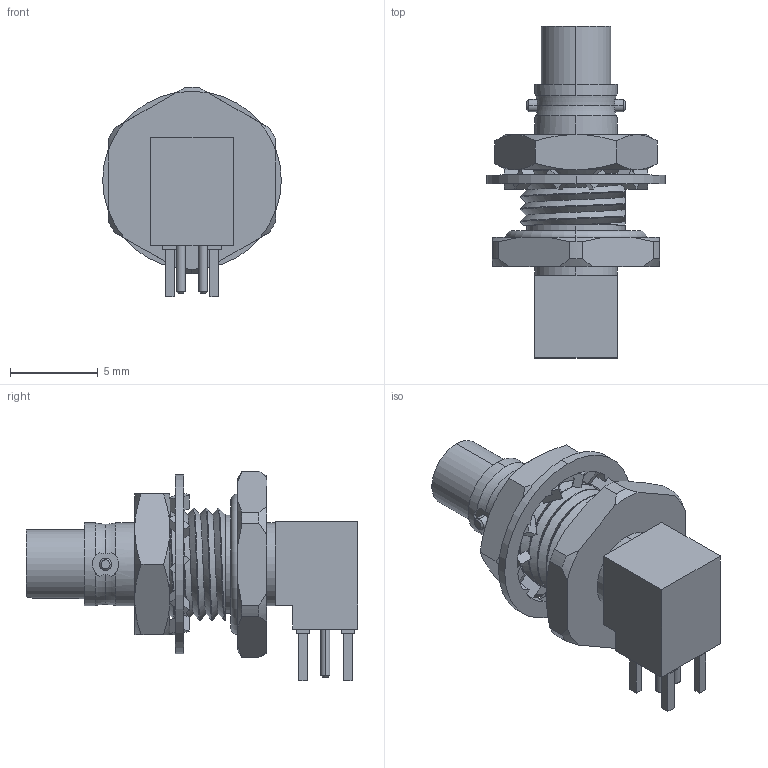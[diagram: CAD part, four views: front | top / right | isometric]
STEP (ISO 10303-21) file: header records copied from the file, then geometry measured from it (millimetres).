
FILE_DESCRIPTION (( 'STEP AP203' ), '1' );
FILE_NAME ('CJT-T-P-XX-RA-BH1.step', '2011-11-09T20:40:06', ( 'supertiger' ), ( 'SAMTEC' ), 'SwSTEP 2.0', 'SolidWorks 2010', '' );
FILE_SCHEMA (( 'CONFIG_CONTROL_DESIGN' ));
Length unit declared in the file: millimetre
Products named in the file (10): SMA-NUT-001-X; SMA-LWAS-001-X; CJT-GKT-001; CJT-T-P-XX-RA-BH1; SUB-CJT-T-P-XX-RA-BH1_Process 3; CJT-BDY-001-X_RA VERSION; CJT-T-P-RA-BH1-INS_RA TOP INSUL; CJT-T-P-X-RA-BH1-SHL; CJT-INS-002_RA BOTTOM INSUL; CJT-T-P-X-RA-BH1-PIN
Assembly tree (10 placements, depth 3):
  CJT-T-P-XX-RA-BH1
    SMA-LWAS-001-X
    CJT-GKT-001
    SUB-CJT-T-P-XX-RA-BH1_Process 3
      CJT-T-P-RA-BH1-INS_RA TOP INSUL
      CJT-T-P-X-RA-BH1-SHL
      CJT-T-P-X-RA-BH1-PIN  x2
      CJT-INS-002_RA BOTTOM INSUL
      CJT-BDY-001-X_RA VERSION
    SMA-NUT-001-X
Bounding box: 10.15 x 18.86 x 11.93 mm (x, y, z)
Volume: 542.2 mm3; surface area: 1431.3 mm2
Topology: 9 solids, 9 shells, 834 faces, 2029 edges, 1223 vertices
Faces by surface type: plane 331, cylinder 231, cone 218, bspline 38, torus 14, sphere 2
Entity records: 29845 total; most frequent: CARTESIAN_POINT 10780, ORIENTED_EDGE 3986, DIRECTION 3509, EDGE_CURVE 1993, AXIS2_PLACEMENT_3D 1398, VERTEX_POINT 1205, EDGE_LOOP 852, FACE_OUTER_BOUND 819
